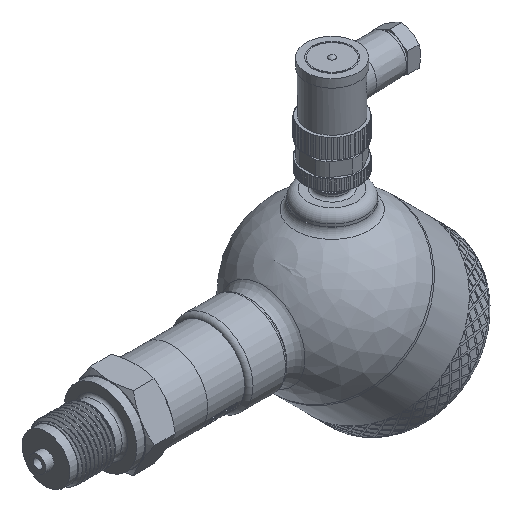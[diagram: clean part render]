
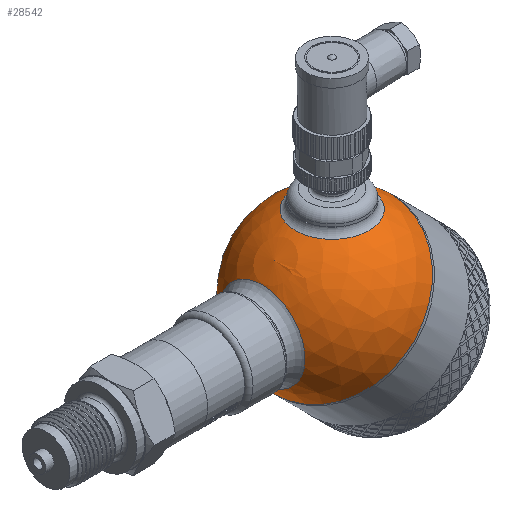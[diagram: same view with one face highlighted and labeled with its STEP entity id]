
A CAD part, isometric view. The second image highlights one B-rep face of the part: STEP entity #28542.
In plain terms, the highlighted spherical face has radius 30 mm.
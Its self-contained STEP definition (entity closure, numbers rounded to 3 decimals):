
#45=SPHERICAL_SURFACE('',#30277,30.);
#147=FACE_BOUND('',#3819,.T.);
#148=FACE_BOUND('',#3820,.T.);
#1997=FACE_OUTER_BOUND('',#3818,.T.);
#3818=EDGE_LOOP('',(#20403,#20404,#20405,#20406));
#3819=EDGE_LOOP('',(#20407));
#3820=EDGE_LOOP('',(#20408));
#5535=CIRCLE('',#30199,30.);
#5536=CIRCLE('',#30200,30.);
#5563=CIRCLE('',#30273,13.5);
#5566=CIRCLE('',#30278,30.);
#5567=CIRCLE('',#30279,15.643);
#11091=VERTEX_POINT('',#39211);
#11092=VERTEX_POINT('',#39213);
#11591=VERTEX_POINT('',#45600);
#11593=VERTEX_POINT('',#45607);
#11594=VERTEX_POINT('',#45609);
#14167=EDGE_CURVE('',#11091,#11092,#5535,.T.);
#14168=EDGE_CURVE('',#11092,#11091,#5536,.T.);
#14919=EDGE_CURVE('',#11591,#11591,#5563,.T.);
#14922=EDGE_CURVE('',#11092,#11593,#5566,.T.);
#14923=EDGE_CURVE('',#11594,#11594,#5567,.T.);
#20403=ORIENTED_EDGE('',*,*,#14168,.F.);
#20404=ORIENTED_EDGE('',*,*,#14922,.T.);
#20405=ORIENTED_EDGE('',*,*,#14922,.F.);
#20406=ORIENTED_EDGE('',*,*,#14167,.F.);
#20407=ORIENTED_EDGE('',*,*,#14923,.F.);
#20408=ORIENTED_EDGE('',*,*,#14919,.F.);
#28542=ADVANCED_FACE('',(#1997,#147,#148),#45,.T.);
#30199=AXIS2_PLACEMENT_3D('',#39214,#32069,#32070);
#30200=AXIS2_PLACEMENT_3D('',#39215,#32071,#32072);
#30273=AXIS2_PLACEMENT_3D('',#45601,#32481,#32482);
#30277=AXIS2_PLACEMENT_3D('',#45606,#32489,#32490);
#30278=AXIS2_PLACEMENT_3D('',#45608,#32491,#32492);
#30279=AXIS2_PLACEMENT_3D('',#45610,#32493,#32494);
#32069=DIRECTION('center_axis',(1.,0.,0.));
#32070=DIRECTION('ref_axis',(0.,1.,0.));
#32071=DIRECTION('center_axis',(1.,0.,0.));
#32072=DIRECTION('ref_axis',(0.,1.,0.));
#32481=DIRECTION('center_axis',(-0.707,0.,-0.707));
#32482=DIRECTION('ref_axis',(-0.707,0.,0.707));
#32489=DIRECTION('center_axis',(1.,0.,0.));
#32490=DIRECTION('ref_axis',(0.,-1.,0.));
#32491=DIRECTION('center_axis',(0.,0.,1.));
#32492=DIRECTION('ref_axis',(0.,1.,0.));
#32493=DIRECTION('center_axis',(-0.707,0.,0.707));
#32494=DIRECTION('ref_axis',(0.707,0.,0.707));
#39211=CARTESIAN_POINT('',(0.,-30.,0.));
#39213=CARTESIAN_POINT('',(0.,30.,0.));
#39214=CARTESIAN_POINT('Origin',(0.,0.,0.));
#39215=CARTESIAN_POINT('Origin',(0.,0.,0.));
#45600=CARTESIAN_POINT('',(-9.398,0.,-28.49));
#45601=CARTESIAN_POINT('Origin',(-18.944,0.,-18.944));
#45606=CARTESIAN_POINT('Origin',(0.,0.,0.));
#45607=CARTESIAN_POINT('',(-30.,0.,0.));
#45608=CARTESIAN_POINT('Origin',(0.,0.,0.));
#45609=CARTESIAN_POINT('',(-29.162,0.,7.04));
#45610=CARTESIAN_POINT('Origin',(-18.101,0.,18.101));
